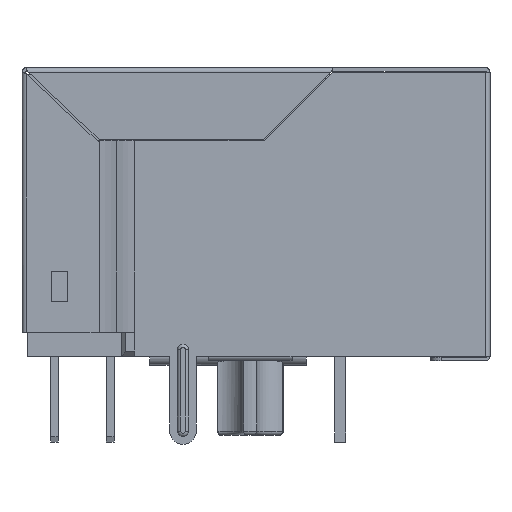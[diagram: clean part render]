
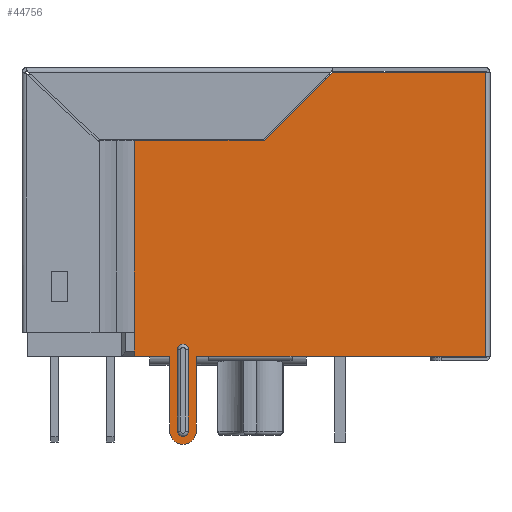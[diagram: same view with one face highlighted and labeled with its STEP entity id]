
A CAD part, left-side view. The second image highlights one B-rep face of the part: STEP entity #44756.
In plain terms, the highlighted planar face has unit normal (-1, 0, 0).
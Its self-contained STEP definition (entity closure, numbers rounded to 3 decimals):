
#1375=CIRCLE('',#46902,0.25);
#1379=CIRCLE('',#46912,0.25);
#1380=CIRCLE('',#46913,0.6);
#10758=ORIENTED_EDGE('',*,*,#15810,.T.);
#10759=ORIENTED_EDGE('',*,*,#15799,.F.);
#10760=ORIENTED_EDGE('',*,*,#15798,.F.);
#10761=ORIENTED_EDGE('',*,*,#15805,.F.);
#10762=ORIENTED_EDGE('',*,*,#15806,.F.);
#10763=ORIENTED_EDGE('',*,*,#15221,.T.);
#10764=ORIENTED_EDGE('',*,*,#15261,.T.);
#10765=ORIENTED_EDGE('',*,*,#15252,.T.);
#10766=ORIENTED_EDGE('',*,*,#15263,.T.);
#10767=ORIENTED_EDGE('',*,*,#15247,.T.);
#10768=ORIENTED_EDGE('',*,*,#15244,.T.);
#10769=ORIENTED_EDGE('',*,*,#15242,.T.);
#10770=ORIENTED_EDGE('',*,*,#15265,.T.);
#10771=ORIENTED_EDGE('',*,*,#15226,.T.);
#10772=ORIENTED_EDGE('',*,*,#15223,.T.);
#10773=ORIENTED_EDGE('',*,*,#15808,.F.);
#10774=ORIENTED_EDGE('',*,*,#15811,.F.);
#15221=EDGE_CURVE('',#18572,#18573,#22362,.T.);
#15223=EDGE_CURVE('',#18575,#18574,#22364,.T.);
#15226=EDGE_CURVE('',#18576,#18575,#22367,.T.);
#15242=EDGE_CURVE('',#18583,#18589,#22376,.T.);
#15244=EDGE_CURVE('',#18590,#18583,#22378,.T.);
#15247=EDGE_CURVE('',#18593,#18590,#22380,.T.);
#15252=EDGE_CURVE('',#18597,#18596,#22382,.T.);
#15261=EDGE_CURVE('',#18573,#18597,#22389,.T.);
#15263=EDGE_CURVE('',#18596,#18593,#22391,.T.);
#15265=EDGE_CURVE('',#18589,#18576,#22392,.T.);
#15798=EDGE_CURVE('',#18928,#18925,#1375,.T.);
#15799=EDGE_CURVE('',#18925,#18929,#22750,.T.);
#15805=EDGE_CURVE('',#18932,#18928,#22753,.T.);
#15806=EDGE_CURVE('',#18572,#18933,#22754,.T.);
#15808=EDGE_CURVE('',#18934,#18574,#22756,.T.);
#15810=EDGE_CURVE('',#18932,#18929,#1379,.T.);
#15811=EDGE_CURVE('',#18933,#18934,#1380,.T.);
#18572=VERTEX_POINT('',#65646);
#18573=VERTEX_POINT('',#65648);
#18574=VERTEX_POINT('',#65652);
#18575=VERTEX_POINT('',#65654);
#18576=VERTEX_POINT('',#65658);
#18583=VERTEX_POINT('',#65678);
#18589=VERTEX_POINT('',#65690);
#18590=VERTEX_POINT('',#65694);
#18593=VERTEX_POINT('',#65702);
#18596=VERTEX_POINT('',#65711);
#18597=VERTEX_POINT('',#65713);
#18925=VERTEX_POINT('',#67071);
#18928=VERTEX_POINT('',#67076);
#18929=VERTEX_POINT('',#67080);
#18932=VERTEX_POINT('',#67090);
#18933=VERTEX_POINT('',#67094);
#18934=VERTEX_POINT('',#67098);
#22362=LINE('',#65649,#26184);
#22364=LINE('',#65653,#26186);
#22367=LINE('',#65659,#26189);
#22376=LINE('',#65691,#26198);
#22378=LINE('',#65695,#26200);
#22380=LINE('',#65701,#26202);
#22382=LINE('',#65712,#26204);
#22389=LINE('',#65728,#26211);
#22391=LINE('',#65731,#26213);
#22392=LINE('',#65735,#26214);
#22750=LINE('',#67079,#26572);
#22753=LINE('',#67091,#26575);
#22754=LINE('',#67093,#26576);
#22756=LINE('',#67097,#26578);
#26184=VECTOR('',#53885,1000.);
#26186=VECTOR('',#53889,1000.);
#26189=VECTOR('',#53894,1000.);
#26198=VECTOR('',#53923,1000.);
#26200=VECTOR('',#53927,1000.);
#26202=VECTOR('',#53933,1000.);
#26204=VECTOR('',#53945,1000.);
#26211=VECTOR('',#53960,1000.);
#26213=VECTOR('',#53964,1000.);
#26214=VECTOR('',#53969,1000.);
#26572=VECTOR('',#54999,1000.);
#26575=VECTOR('',#55012,1000.);
#26576=VECTOR('',#55015,1000.);
#26578=VECTOR('',#55019,1000.);
#28275=EDGE_LOOP('',(#10758,#10759,#10760,#10761));
#28276=EDGE_LOOP('',(#10762,#10763,#10764,#10765,#10766,#10767,#10768,#10769,
#10770,#10771,#10772,#10773,#10774));
#29999=FACE_BOUND('',#28275,.T.);
#30000=FACE_BOUND('',#28276,.T.);
#31355=PLANE('',#46911);
#44756=ADVANCED_FACE('',(#29999,#30000),#31355,.T.);
#46902=AXIS2_PLACEMENT_3D('',#67077,#54995,#54996);
#46911=AXIS2_PLACEMENT_3D('',#67100,#55021,#55022);
#46912=AXIS2_PLACEMENT_3D('',#67101,#55023,#55024);
#46913=AXIS2_PLACEMENT_3D('',#67102,#55025,#55026);
#53885=DIRECTION('',(0.,-1.,0.));
#53889=DIRECTION('',(0.,-1.,0.));
#53894=DIRECTION('',(0.,0.,-1.));
#53923=DIRECTION('',(0.,1.,0.));
#53927=DIRECTION('',(0.,0.707,-0.707));
#53933=DIRECTION('',(0.,1.,0.));
#53945=DIRECTION('',(0.,-1.,0.));
#53960=DIRECTION('',(0.,-1.,0.));
#53964=DIRECTION('',(0.,0.,1.));
#53969=DIRECTION('',(0.,0.,-1.));
#54995=DIRECTION('',(-1.,0.,0.));
#54996=DIRECTION('',(0.,0.,1.));
#54999=DIRECTION('',(0.,0.,-1.));
#55012=DIRECTION('',(0.,0.,1.));
#55015=DIRECTION('',(0.,0.,-1.));
#55019=DIRECTION('',(0.,0.,1.));
#55021=DIRECTION('',(-1.,0.,0.));
#55022=DIRECTION('',(0.,1.,0.));
#55023=DIRECTION('',(1.,0.,0.));
#55024=DIRECTION('',(0.,1.,0.));
#55025=DIRECTION('',(1.,0.,0.));
#55026=DIRECTION('',(0.,-1.,0.));
#65646=CARTESIAN_POINT('',(-8.,2.625,-6.4));
#65648=CARTESIAN_POINT('',(-8.,2.075,-6.4));
#65649=CARTESIAN_POINT('',(-8.,5.435,-6.4));
#65652=CARTESIAN_POINT('',(-8.,3.825,-6.4));
#65653=CARTESIAN_POINT('',(-8.,5.435,-6.4));
#65654=CARTESIAN_POINT('',(-8.,5.435,-6.4));
#65658=CARTESIAN_POINT('',(-8.,5.435,-5.314));
#65659=CARTESIAN_POINT('',(-8.,5.435,6.5));
#65678=CARTESIAN_POINT('',(-8.,-0.465,3.4));
#65690=CARTESIAN_POINT('',(-8.,5.435,3.4));
#65691=CARTESIAN_POINT('',(-8.,-0.09,3.4));
#65694=CARTESIAN_POINT('',(-8.,-3.565,6.5));
#65695=CARTESIAN_POINT('',(-8.,1.398,1.538));
#65701=CARTESIAN_POINT('',(-8.,-10.593,6.5));
#65702=CARTESIAN_POINT('',(-8.,-10.515,6.5));
#65711=CARTESIAN_POINT('',(-8.,-10.515,-6.4));
#65712=CARTESIAN_POINT('',(-8.,5.435,-6.4));
#65713=CARTESIAN_POINT('',(-8.,-1.725,-6.4));
#65728=CARTESIAN_POINT('',(-8.,2.075,-6.4));
#65731=CARTESIAN_POINT('',(-8.,-10.515,-6.4));
#65735=CARTESIAN_POINT('',(-8.,5.435,6.5));
#67071=CARTESIAN_POINT('',(-8.,3.475,-6.1));
#67076=CARTESIAN_POINT('',(-8.,2.975,-6.1));
#67077=CARTESIAN_POINT('',(-8.,3.225,-6.1));
#67079=CARTESIAN_POINT('',(-8.,3.475,0.05));
#67080=CARTESIAN_POINT('',(-8.,3.475,-9.8));
#67090=CARTESIAN_POINT('',(-8.,2.975,-9.8));
#67091=CARTESIAN_POINT('',(-8.,2.975,0.05));
#67093=CARTESIAN_POINT('',(-8.,2.625,-6.4));
#67094=CARTESIAN_POINT('',(-8.,2.625,-9.8));
#67097=CARTESIAN_POINT('',(-8.,3.825,-9.8));
#67098=CARTESIAN_POINT('',(-8.,3.825,-9.8));
#67100=CARTESIAN_POINT('',(-8.,-0.09,0.05));
#67101=CARTESIAN_POINT('',(-8.,3.225,-9.8));
#67102=CARTESIAN_POINT('',(-8.,3.225,-9.8));
